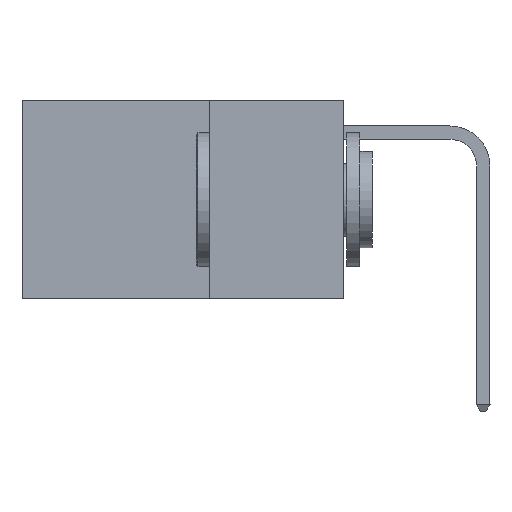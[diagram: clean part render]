
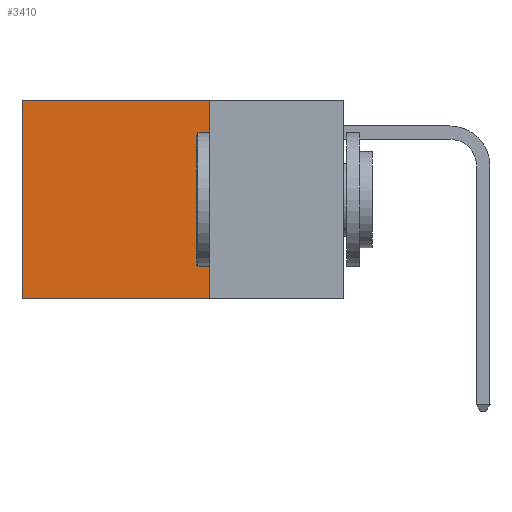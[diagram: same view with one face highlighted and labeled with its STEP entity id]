
A CAD part, left-side view. The second image highlights one B-rep face of the part: STEP entity #3410.
In plain terms, the highlighted planar face has unit normal (-1, 0, 0).
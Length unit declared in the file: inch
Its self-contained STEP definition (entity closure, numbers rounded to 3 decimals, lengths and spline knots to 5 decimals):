
#298 = ORIENTED_EDGE ( 'NONE', *, *, #1900, .T. ) ;
#512 = VECTOR ( 'NONE', #6056, 39.37008 ) ;
#873 = CARTESIAN_POINT ( 'NONE',  ( 0.2625, 0.25, 0. ) ) ;
#1609 = EDGE_LOOP ( 'NONE', ( #298, #2452, #2706, #9384 ) ) ;
#1632 = CARTESIAN_POINT ( 'NONE',  ( 0.2625, 0.6, -0.37 ) ) ;
#1900 = EDGE_CURVE ( 'NONE', #7660, #5049, #9413, .T. ) ;
#2452 = ORIENTED_EDGE ( 'NONE', *, *, #4751, .F. ) ;
#2706 = ORIENTED_EDGE ( 'NONE', *, *, #9803, .F. ) ;
#3080 = CARTESIAN_POINT ( 'NONE',  ( 0.2625, 0.6, 0. ) ) ;
#3271 = DIRECTION ( 'NONE',  ( 0., 1., 0. ) ) ;
#3410 = ADVANCED_FACE ( 'NONE', ( #9580 ), #6046, .F. ) ;
#3511 = VECTOR ( 'NONE', #3271, 39.37008 ) ;
#4751 = EDGE_CURVE ( 'NONE', #5978, #5049, #8610, .T. ) ;
#4996 = VECTOR ( 'NONE', #8489, 39.37008 ) ;
#5049 = VERTEX_POINT ( 'NONE', #1632 ) ;
#5162 = CARTESIAN_POINT ( 'NONE',  ( 0.2625, 0.6, 0. ) ) ;
#5283 = LINE ( 'NONE', #873, #512 ) ;
#5789 = CARTESIAN_POINT ( 'NONE',  ( 0.2625, 0.25, -0.37 ) ) ;
#5978 = VERTEX_POINT ( 'NONE', #5789 ) ;
#5992 = DIRECTION ( 'NONE',  ( 0., 0., -1. ) ) ;
#6046 = PLANE ( 'NONE',  #10913 ) ;
#6056 = DIRECTION ( 'NONE',  ( 0., 1., 0. ) ) ;
#6065 = CARTESIAN_POINT ( 'NONE',  ( 0.2625, 0.25, -0.37 ) ) ;
#6647 = CARTESIAN_POINT ( 'NONE',  ( 0.2625, 0.25, 0. ) ) ;
#7228 = VERTEX_POINT ( 'NONE', #10158 ) ;
#7660 = VERTEX_POINT ( 'NONE', #3080 ) ;
#8401 = DIRECTION ( 'NONE',  ( 0., 0., -1. ) ) ;
#8489 = DIRECTION ( 'NONE',  ( 0., 0., -1. ) ) ;
#8610 = LINE ( 'NONE', #6065, #3511 ) ;
#8649 = DIRECTION ( 'NONE',  ( 1., 0., 0. ) ) ;
#8678 = EDGE_CURVE ( 'NONE', #7228, #7660, #5283, .T. ) ;
#8707 = CARTESIAN_POINT ( 'NONE',  ( 0.2625, 0.25, 0. ) ) ;
#9324 = LINE ( 'NONE', #6647, #10986 ) ;
#9384 = ORIENTED_EDGE ( 'NONE', *, *, #8678, .T. ) ;
#9413 = LINE ( 'NONE', #5162, #4996 ) ;
#9580 = FACE_OUTER_BOUND ( 'NONE', #1609, .T. ) ;
#9803 = EDGE_CURVE ( 'NONE', #7228, #5978, #9324, .T. ) ;
#10158 = CARTESIAN_POINT ( 'NONE',  ( 0.2625, 0.25, 0. ) ) ;
#10913 = AXIS2_PLACEMENT_3D ( 'NONE', #8707, #8649, #5992 ) ;
#10986 = VECTOR ( 'NONE', #8401, 39.37008 ) ;
